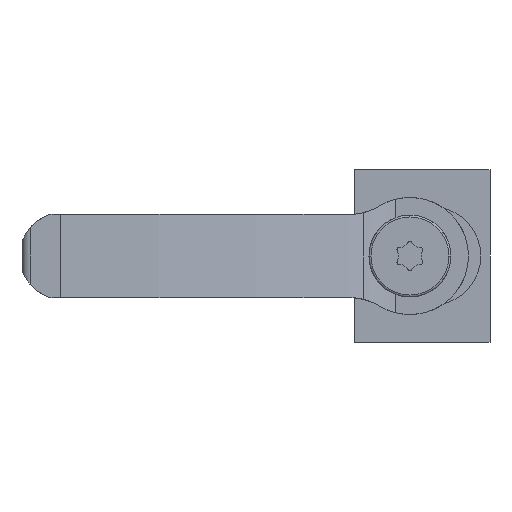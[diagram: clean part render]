
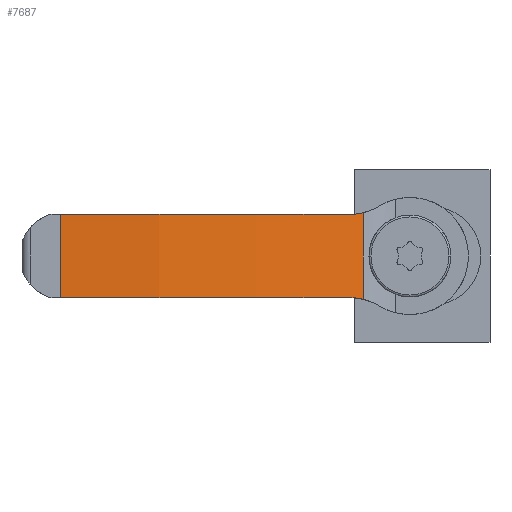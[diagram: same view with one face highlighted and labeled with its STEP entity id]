
A CAD part, left-side view. The second image highlights one B-rep face of the part: STEP entity #7687.
In plain terms, the highlighted cylindrical face has radius 129.305 mm (diameter 258.611 mm), a partial arc.
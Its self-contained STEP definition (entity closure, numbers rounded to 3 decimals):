
#1179=CARTESIAN_POINT('',(-29.165,20.59,-21.022));
#1180=CARTESIAN_POINT('',(-29.267,20.836,
-20.961));
#1181=CARTESIAN_POINT('',(-29.471,21.333,
-20.861));
#1182=CARTESIAN_POINT('',(-29.775,22.088,
-20.77));
#1183=CARTESIAN_POINT('',(-29.975,22.593,-20.75));
#1184=CARTESIAN_POINT('',(-30.074,22.846,-20.75));
#1215=CARTESIAN_POINT('',(90.305,70.055,-20.75));
#1216=DIRECTION('',(0.,0.,1.));
#1217=DIRECTION('',(-1.,-0.003,0.));
#1218=AXIS2_PLACEMENT_3D('',#1215,#1216,#1217);
#1239=CARTESIAN_POINT('',(90.305,70.055,-7.25));
#1240=DIRECTION('',(0.,0.,-1.));
#1241=DIRECTION('',(-0.931,-0.365,0.));
#1242=AXIS2_PLACEMENT_3D('',#1239,#1240,#1241);
#1276=CARTESIAN_POINT('',(-30.074,22.846,-7.25));
#1277=CARTESIAN_POINT('',(-29.975,22.593,-7.25));
#1278=CARTESIAN_POINT('',(-29.775,22.088,
-7.23));
#1279=CARTESIAN_POINT('',(-29.471,21.333,
-7.139));
#1280=CARTESIAN_POINT('',(-29.267,20.836,
-7.039));
#1281=CARTESIAN_POINT('',(-29.165,20.59,-6.978));
#1287=DIRECTION('',(0.,0.,1.));
#1288=VECTOR('',#1287,13.5);
#1289=CARTESIAN_POINT('',(-39.,69.7,-20.75));
#1290=LINE('',#1289,#1288);
#1291=DIRECTION('',(0.,0.,-1.));
#1292=VECTOR('',#1291,14.043);
#1293=CARTESIAN_POINT('',(-29.165,20.59,-6.978));
#1294=LINE('',#1293,#1292);
#4726=CARTESIAN_POINT('',(-30.074,22.846,-7.25));
#4727=VERTEX_POINT('',#4726);
#4728=VERTEX_POINT('',#1281);
#4739=CARTESIAN_POINT('',(-29.165,20.59,-21.022));
#4740=VERTEX_POINT('',#4739);
#4741=VERTEX_POINT('',#1184);
#4746=CARTESIAN_POINT('',(-39.,69.7,-20.75));
#4747=VERTEX_POINT('',#4746);
#4784=CARTESIAN_POINT('',(-39.,69.7,-7.25));
#4785=VERTEX_POINT('',#4784);
#7673=CARTESIAN_POINT('',(90.305,70.055,-21.303));
#7674=DIRECTION('',(0.,0.,1.));
#7675=DIRECTION('',(0.,1.,0.));
#7676=AXIS2_PLACEMENT_3D('',#7673,#7674,#7675);
#7677=CYLINDRICAL_SURFACE('',#7676,129.305);
#7678=ORIENTED_EDGE('',*,*,#7566,.T.);
#7679=ORIENTED_EDGE('',*,*,#7596,.F.);
#7681=ORIENTED_EDGE('',*,*,#7680,.T.);
#7682=ORIENTED_EDGE('',*,*,#7639,.F.);
#7683=ORIENTED_EDGE('',*,*,#7667,.T.);
#7684=ORIENTED_EDGE('',*,*,#7544,.T.);
#7685=EDGE_LOOP('',(#7678,#7679,#7681,#7682,#7683,#7684));
#7686=FACE_OUTER_BOUND('',#7685,.F.);
#7687=ADVANCED_FACE('',(#7686),#7677,.T.);
#1185=B_SPLINE_CURVE_WITH_KNOTS('',3,(#1179,#1180,#1181,#1182,#1183,#1184),
.UNSPECIFIED.,.F.,.F.,(4,1,1,4),(0.,0.333,0.667,1.),
.UNSPECIFIED.);
#1219=CIRCLE('',#1218,129.305);
#1243=CIRCLE('',#1242,129.305);
#1282=B_SPLINE_CURVE_WITH_KNOTS('',3,(#1276,#1277,#1278,#1279,#1280,#1281),
.UNSPECIFIED.,.F.,.F.,(4,1,1,4),(0.,0.333,0.667,1.),
.UNSPECIFIED.);
#7544=EDGE_CURVE('',#4728,#4740,#1294,.T.);
#7566=EDGE_CURVE('',#4740,#4741,#1185,.T.);
#7596=EDGE_CURVE('',#4747,#4741,#1219,.T.);
#7639=EDGE_CURVE('',#4727,#4785,#1243,.T.);
#7667=EDGE_CURVE('',#4727,#4728,#1282,.T.);
#7680=EDGE_CURVE('',#4747,#4785,#1290,.T.);
